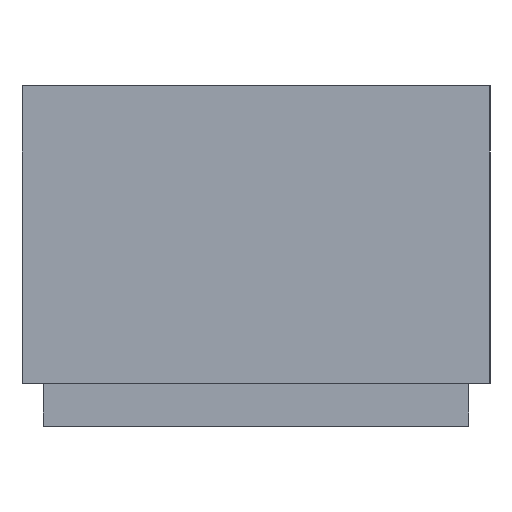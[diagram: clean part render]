
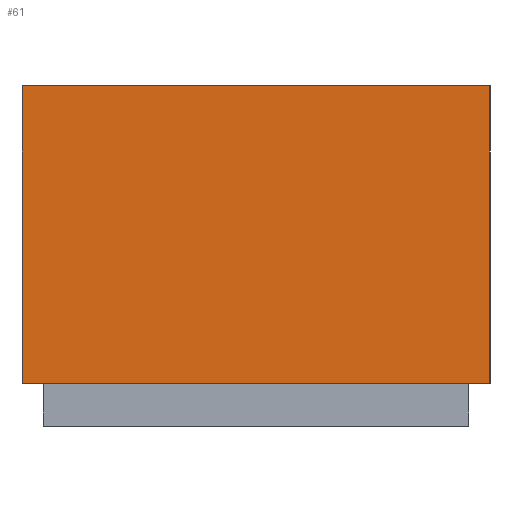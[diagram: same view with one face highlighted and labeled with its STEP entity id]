
A CAD part, left-side view. The second image highlights one B-rep face of the part: STEP entity #61.
In plain terms, the highlighted planar face has unit normal (-1, 0, 0).
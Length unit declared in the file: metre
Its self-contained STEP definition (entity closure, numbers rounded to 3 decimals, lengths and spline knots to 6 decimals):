
#61=ADVANCED_FACE('0:379',(#123),#124,.T.);
#123=FACE_OUTER_BOUND('',#181,.T.);
#124=PLANE('',#182);
#181=EDGE_LOOP('',(#289,#290,#291,#292));
#182=AXIS2_PLACEMENT_3D('',#293,#294,#295);
#289=ORIENTED_EDGE('',*,*,#378,.T.);
#290=ORIENTED_EDGE('',*,*,#379,.F.);
#291=ORIENTED_EDGE('',*,*,#370,.F.);
#292=ORIENTED_EDGE('',*,*,#375,.T.);
#293=CARTESIAN_POINT('',(-0.000525,0.0,0.00005));
#294=DIRECTION('',(-1.0,-0.0,0.0));
#295=DIRECTION('',(0.0,-1.0,-0.0));
#370=EDGE_CURVE('0:412',#440,#442,#443,.T.);
#375=EDGE_CURVE('0:397',#440,#448,#450,.T.);
#378=EDGE_CURVE('0:406',#448,#453,#454,.T.);
#379=EDGE_CURVE('0:409',#442,#453,#455,.T.);
#440=VERTEX_POINT('',#540);
#442=VERTEX_POINT('',#543);
#443=LINE('',#544,#545);
#448=VERTEX_POINT('',#552);
#450=LINE('',#555,#556);
#453=VERTEX_POINT('',#560);
#454=LINE('',#561,#562);
#455=LINE('',#563,#564);
#540=CARTESIAN_POINT('',(-0.000525,-0.000275,0.00005));
#543=CARTESIAN_POINT('',(-0.000525,0.000275,0.00005));
#544=CARTESIAN_POINT('',(-0.000525,-0.000275,0.00005));
#545=VECTOR('',#604,1.0);
#552=CARTESIAN_POINT('',(-0.000525,-0.000275,0.0004));
#555=CARTESIAN_POINT('',(-0.000525,-0.000275,0.00005));
#556=VECTOR('',#608,1.0);
#560=CARTESIAN_POINT('',(-0.000525,0.000275,0.0004));
#561=CARTESIAN_POINT('',(-0.000525,-0.000275,0.0004));
#562=VECTOR('',#610,1.0);
#563=CARTESIAN_POINT('',(-0.000525,0.000275,0.00005));
#564=VECTOR('',#611,1.0);
#604=DIRECTION('',(0.0,1.0,0.0));
#608=DIRECTION('',(0.0,0.0,1.0));
#610=DIRECTION('',(0.0,1.0,0.0));
#611=DIRECTION('',(0.0,0.0,1.0));
